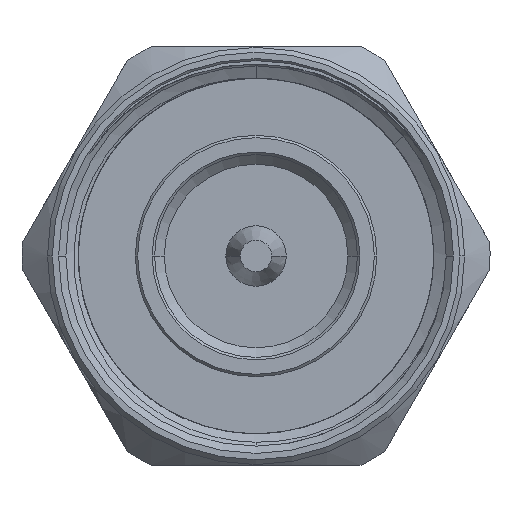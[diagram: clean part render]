
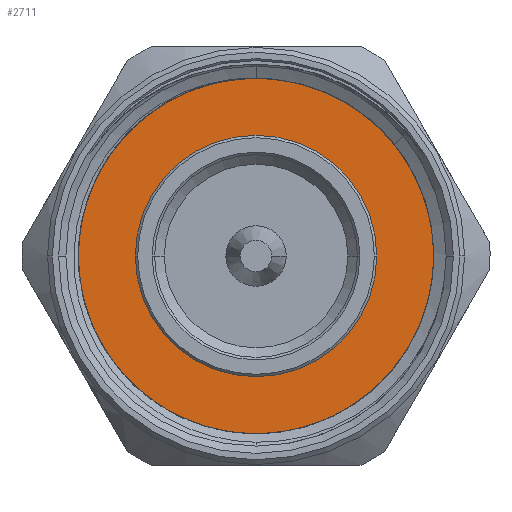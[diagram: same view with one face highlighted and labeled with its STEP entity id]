
A CAD part, left-side view. The second image highlights one B-rep face of the part: STEP entity #2711.
In plain terms, the highlighted planar face has unit normal (-1, 0, 0).
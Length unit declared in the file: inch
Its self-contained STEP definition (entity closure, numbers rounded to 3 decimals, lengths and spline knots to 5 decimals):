
#225 = ORIENTED_EDGE ( 'NONE', *, *, #3638, .T. ) ;
#227 = EDGE_CURVE ( 'NONE', #440, #4379, #960, .T. ) ;
#295 = CIRCLE ( 'NONE', #3622, 0.24999 ) ;
#342 = CARTESIAN_POINT ( 'NONE',  ( 0.3317, 0.36886, -0.01871 ) ) ;
#369 = CARTESIAN_POINT ( 'NONE',  ( 0.3317, -0.19728, -0.33825 ) ) ;
#414 = CARTESIAN_POINT ( 'NONE',  ( 0.3317, -0.05683, -0.38319 ) ) ;
#440 = VERTEX_POINT ( 'NONE', #816 ) ;
#535 = CARTESIAN_POINT ( 'NONE',  ( 0.3317, 0., 0. ) ) ;
#637 = CARTESIAN_POINT ( 'NONE',  ( 0.3317, 0., 0. ) ) ;
#726 = CARTESIAN_POINT ( 'NONE',  ( 0.3317, 0.31944, -0.19606 ) ) ;
#755 = CARTESIAN_POINT ( 'NONE',  ( 0.3317, 0.29945, -0.22719 ) ) ;
#778 = CARTESIAN_POINT ( 'NONE',  ( 0.3317, -0.14696, -0.36127 ) ) ;
#782 = CARTESIAN_POINT ( 'NONE',  ( 0.3317, 0., 0. ) ) ;
#816 = CARTESIAN_POINT ( 'NONE',  ( 0.3317, -0.27282, -0.28385 ) ) ;
#904 = AXIS2_PLACEMENT_3D ( 'NONE', #637, #3681, #2881 ) ;
#938 = EDGE_LOOP ( 'NONE', ( #2016, #1676, #3770, #3344 ) ) ;
#960 = CIRCLE ( 'NONE', #3756, 0.3937 ) ;
#1088 = CARTESIAN_POINT ( 'NONE',  ( 0.3317, -0.16408, -0.3544 ) ) ;
#1188 = ORIENTED_EDGE ( 'NONE', *, *, #3413, .T. ) ;
#1215 = CARTESIAN_POINT ( 'NONE',  ( 0.3317, -0.3937, 0. ) ) ;
#1247 = CARTESIAN_POINT ( 'NONE',  ( 0.3317, 0.3937, 0. ) ) ;
#1306 = CARTESIAN_POINT ( 'NONE',  ( 0.3317, 0., 0. ) ) ;
#1420 = CARTESIAN_POINT ( 'NONE',  ( 0.3317, 0.26397, -0.26976 ) ) ;
#1444 = CARTESIAN_POINT ( 'NONE',  ( 0.3317, 0.15955, -0.34614 ) ) ;
#1465 = CARTESIAN_POINT ( 'NONE',  ( 0.3317, 0.22225, -0.30698 ) ) ;
#1490 = CARTESIAN_POINT ( 'NONE',  ( 0.3317, 0.3937, 0. ) ) ;
#1649 = DIRECTION ( 'NONE',  ( 0., -1., 0. ) ) ;
#1660 = DIRECTION ( 'NONE',  ( 0., -1., 0. ) ) ;
#1676 = ORIENTED_EDGE ( 'NONE', *, *, #3290, .T. ) ;
#1841 = CARTESIAN_POINT ( 'NONE',  ( 0.3317, 0.28835, -0.24193 ) ) ;
#1867 = CARTESIAN_POINT ( 'NONE',  ( 0.3317, 0.36341, -0.07443 ) ) ;
#1911 = EDGE_CURVE ( 'NONE', #3427, #3166, #3685, .T. ) ;
#2016 = ORIENTED_EDGE ( 'NONE', *, *, #1911, .T. ) ;
#2033 = DIRECTION ( 'NONE',  ( 0., -1., 0. ) ) ;
#2107 = EDGE_LOOP ( 'NONE', ( #225, #1188 ) ) ;
#2134 = CARTESIAN_POINT ( 'NONE',  ( 0.3317, -0.03846, -0.38495 ) ) ;
#2150 = CARTESIAN_POINT ( 'NONE',  ( 0.3317, 0.17602, -0.33744 ) ) ;
#2173 = CARTESIAN_POINT ( 'NONE',  ( 0.3317, -0.00149, -0.38553 ) ) ;
#2185 = CIRCLE ( 'NONE', #904, 0.3937 ) ;
#2199 = CARTESIAN_POINT ( 'NONE',  ( 0.3317, 0.36833, 0. ) ) ;
#2325 = CARTESIAN_POINT ( 'NONE',  ( 0.3317, -0.24999, 0. ) ) ;
#2480 = VECTOR ( 'NONE', #3799, 39.37008 ) ;
#2489 = AXIS2_PLACEMENT_3D ( 'NONE', #782, #4479, #3697 ) ;
#2518 = CARTESIAN_POINT ( 'NONE',  ( 0.3317, 0.24999, 0. ) ) ;
#2551 = CARTESIAN_POINT ( 'NONE',  ( 0.3317, -0.27282, -0.28385 ) ) ;
#2578 = CARTESIAN_POINT ( 'NONE',  ( 0.3317, 0.10823, -0.36857 ) ) ;
#2640 = FACE_BOUND ( 'NONE', #2107, .T. ) ;
#2711 = ADVANCED_FACE ( 'NONE', ( #4514, #2640 ), #4491, .T. ) ;
#2742 = B_SPLINE_CURVE_WITH_KNOTS ( 'NONE', 3,
 ( #2199, #342, #3216, #1867, #3570, #3262, #4665, #3242, #726, #755, #1841, #1420, #3950, #1465, #3590, #2150, #1444, #2578, #4026, #2864, #4374, #2173, #2888, #2134, #414, #4330, #3664, #778, #1088, #369, #3616, #3308, #4351, #2551 ),
 .UNSPECIFIED., .F., .F.,
 ( 4, 2, 2, 2, 2, 2, 2, 2, 2, 2, 2, 2, 2, 2, 2, 2, 4 ),
 ( 0., 0.00142, 0.00284, 0.00426, 0.00568, 0.0071, 0.00853, 0.00995, 0.01137, 0.01421, 0.01492, 0.01563, 0.01705, 0.01847, 0.01989, 0.02131, 0.02273 ),
 .UNSPECIFIED. ) ;
#2864 = CARTESIAN_POINT ( 'NONE',  ( 0.3317, 0.02643, -0.38387 ) ) ;
#2881 = DIRECTION ( 'NONE',  ( 0., -1., 0. ) ) ;
#2888 = CARTESIAN_POINT ( 'NONE',  ( 0.3317, -0.01075, -0.38563 ) ) ;
#3053 = DIRECTION ( 'NONE',  ( -1., 0., 0. ) ) ;
#3166 = VERTEX_POINT ( 'NONE', #3772 ) ;
#3216 = CARTESIAN_POINT ( 'NONE',  ( 0.3317, 0.36797, -0.03733 ) ) ;
#3242 = CARTESIAN_POINT ( 'NONE',  ( 0.3317, 0.32839, -0.17951 ) ) ;
#3262 = CARTESIAN_POINT ( 'NONE',  ( 0.3317, 0.34982, -0.12826 ) ) ;
#3290 = EDGE_CURVE ( 'NONE', #3166, #440, #2742, .T. ) ;
#3308 = CARTESIAN_POINT ( 'NONE',  ( 0.3317, -0.24435, -0.30799 ) ) ;
#3344 = ORIENTED_EDGE ( 'NONE', *, *, #3784, .T. ) ;
#3413 = EDGE_CURVE ( 'NONE', #3811, #3860, #3469, .T. ) ;
#3427 = VERTEX_POINT ( 'NONE', #1490 ) ;
#3441 = DIRECTION ( 'NONE',  ( -1., 0., 0. ) ) ;
#3469 = CIRCLE ( 'NONE', #2489, 0.24999 ) ;
#3570 = CARTESIAN_POINT ( 'NONE',  ( 0.3317, 0.35974, -0.0927 ) ) ;
#3590 = CARTESIAN_POINT ( 'NONE',  ( 0.3317, 0.20734, -0.31787 ) ) ;
#3616 = CARTESIAN_POINT ( 'NONE',  ( 0.3317, -0.21342, -0.32895 ) ) ;
#3622 = AXIS2_PLACEMENT_3D ( 'NONE', #1306, #4122, #1660 ) ;
#3638 = EDGE_CURVE ( 'NONE', #3860, #3811, #295, .T. ) ;
#3664 = CARTESIAN_POINT ( 'NONE',  ( 0.3317, -0.11165, -0.37259 ) ) ;
#3681 = DIRECTION ( 'NONE',  ( -1., 0., 0. ) ) ;
#3685 = LINE ( 'NONE', #1247, #2480 ) ;
#3697 = DIRECTION ( 'NONE',  ( 0., -1., 0. ) ) ;
#3756 = AXIS2_PLACEMENT_3D ( 'NONE', #4472, #3053, #2033 ) ;
#3770 = ORIENTED_EDGE ( 'NONE', *, *, #227, .T. ) ;
#3772 = CARTESIAN_POINT ( 'NONE',  ( 0.3317, 0.36833, 0. ) ) ;
#3784 = EDGE_CURVE ( 'NONE', #4379, #3427, #2185, .T. ) ;
#3799 = DIRECTION ( 'NONE',  ( 0., -1., 0. ) ) ;
#3811 = VERTEX_POINT ( 'NONE', #2518 ) ;
#3860 = VERTEX_POINT ( 'NONE', #2325 ) ;
#3950 = CARTESIAN_POINT ( 'NONE',  ( 0.3317, 0.25057, -0.28294 ) ) ;
#4026 = CARTESIAN_POINT ( 'NONE',  ( 0.3317, 0.07264, -0.37827 ) ) ;
#4122 = DIRECTION ( 'NONE',  ( 1., 0., 0. ) ) ;
#4330 = CARTESIAN_POINT ( 'NONE',  ( 0.3317, -0.09337, -0.37703 ) ) ;
#4351 = CARTESIAN_POINT ( 'NONE',  ( 0.3317, -0.259, -0.29645 ) ) ;
#4374 = CARTESIAN_POINT ( 'NONE',  ( 0.3317, 0.01709, -0.38465 ) ) ;
#4379 = VERTEX_POINT ( 'NONE', #1215 ) ;
#4472 = CARTESIAN_POINT ( 'NONE',  ( 0.3317, 0., 0. ) ) ;
#4479 = DIRECTION ( 'NONE',  ( 1., 0., 0. ) ) ;
#4491 = PLANE ( 'NONE',  #4534 ) ;
#4514 = FACE_OUTER_BOUND ( 'NONE', #938, .T. ) ;
#4534 = AXIS2_PLACEMENT_3D ( 'NONE', #535, #3441, #1649 ) ;
#4665 = CARTESIAN_POINT ( 'NONE',  ( 0.3317, 0.34356, -0.14563 ) ) ;
